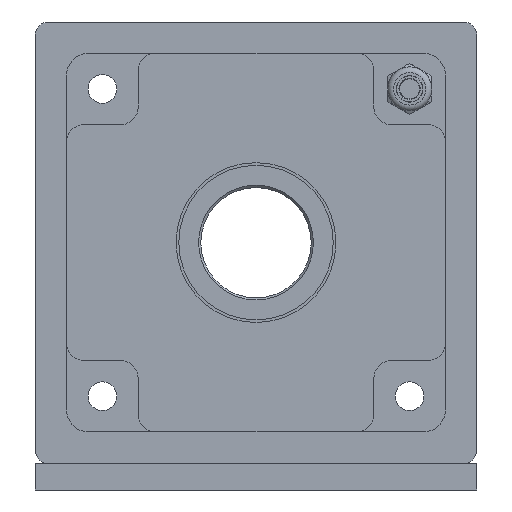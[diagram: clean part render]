
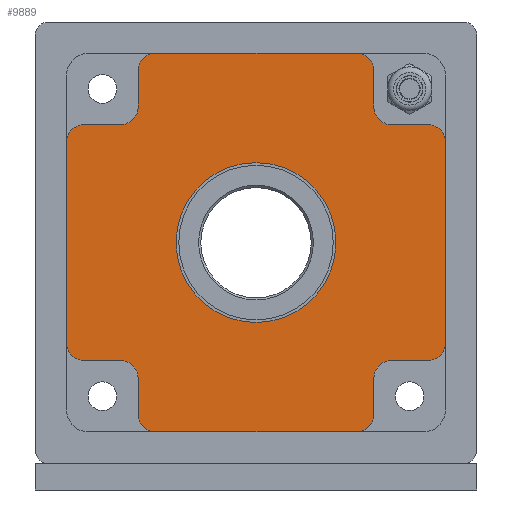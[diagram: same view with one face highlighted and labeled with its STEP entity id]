
A CAD part, left-side view. The second image highlights one B-rep face of the part: STEP entity #9889.
In plain terms, the highlighted planar face has unit normal (-1, 0, 0).
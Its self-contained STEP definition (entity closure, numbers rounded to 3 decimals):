
#795=FACE_BOUND('',#1697,.T.);
#938=PLANE('',#10642);
#1103=FACE_OUTER_BOUND('',#1696,.T.);
#1696=EDGE_LOOP('',(#6612,#6613,#6614,#6615,#6616,#6617,#6618,#6619,#6620,
#6621,#6622,#6623,#6624,#6625,#6626,#6627,#6628,#6629,#6630,#6631,#6632,
#6633,#6634,#6635));
#1697=EDGE_LOOP('',(#6636));
#2414=LINE('',#14345,#2980);
#2427=LINE('',#14381,#2993);
#2439=LINE('',#14431,#3005);
#2440=LINE('',#14435,#3006);
#2441=LINE('',#14439,#3007);
#2442=LINE('',#14443,#3008);
#2443=LINE('',#14447,#3009);
#2444=LINE('',#14452,#3010);
#2445=LINE('',#14456,#3011);
#2446=LINE('',#14460,#3012);
#2447=LINE('',#14464,#3013);
#2448=LINE('',#14468,#3014);
#2980=VECTOR('',#11684,10.);
#2993=VECTOR('',#11713,10.);
#3005=VECTOR('',#11765,10.);
#3006=VECTOR('',#11768,10.);
#3007=VECTOR('',#11771,10.);
#3008=VECTOR('',#11774,10.);
#3009=VECTOR('',#11777,10.);
#3010=VECTOR('',#11782,10.);
#3011=VECTOR('',#11785,10.);
#3012=VECTOR('',#11788,10.);
#3013=VECTOR('',#11791,10.);
#3014=VECTOR('',#11794,10.);
#3563=CIRCLE('',#10638,18.1);
#3564=CIRCLE('',#10640,4.);
#3566=CIRCLE('',#10643,4.);
#3567=CIRCLE('',#10644,4.);
#3568=CIRCLE('',#10645,4.);
#3569=CIRCLE('',#10646,4.);
#3570=CIRCLE('',#10647,4.);
#3571=CIRCLE('',#10648,4.);
#3572=CIRCLE('',#10649,4.);
#3573=CIRCLE('',#10650,4.);
#3574=CIRCLE('',#10651,4.);
#3575=CIRCLE('',#10652,4.);
#3576=CIRCLE('',#10653,4.);
#4002=VERTEX_POINT('',#14342);
#4003=VERTEX_POINT('',#14344);
#4017=VERTEX_POINT('',#14378);
#4018=VERTEX_POINT('',#14380);
#4033=VERTEX_POINT('',#14420);
#4034=VERTEX_POINT('',#14424);
#4036=VERTEX_POINT('',#14430);
#4037=VERTEX_POINT('',#14432);
#4038=VERTEX_POINT('',#14434);
#4039=VERTEX_POINT('',#14436);
#4040=VERTEX_POINT('',#14438);
#4041=VERTEX_POINT('',#14440);
#4042=VERTEX_POINT('',#14442);
#4043=VERTEX_POINT('',#14444);
#4044=VERTEX_POINT('',#14446);
#4045=VERTEX_POINT('',#14449);
#4046=VERTEX_POINT('',#14451);
#4047=VERTEX_POINT('',#14453);
#4048=VERTEX_POINT('',#14455);
#4049=VERTEX_POINT('',#14457);
#4050=VERTEX_POINT('',#14459);
#4051=VERTEX_POINT('',#14461);
#4052=VERTEX_POINT('',#14463);
#4053=VERTEX_POINT('',#14465);
#4054=VERTEX_POINT('',#14467);
#5028=EDGE_CURVE('',#4003,#4002,#2414,.T.);
#5046=EDGE_CURVE('',#4018,#4017,#2427,.T.);
#5066=EDGE_CURVE('',#4033,#4033,#3563,.T.);
#5068=EDGE_CURVE('',#4034,#4002,#3564,.T.);
#5071=EDGE_CURVE('',#4034,#4036,#2439,.T.);
#5072=EDGE_CURVE('',#4037,#4036,#3566,.T.);
#5073=EDGE_CURVE('',#4037,#4038,#2440,.T.);
#5074=EDGE_CURVE('',#4039,#4038,#3567,.T.);
#5075=EDGE_CURVE('',#4039,#4040,#2441,.T.);
#5076=EDGE_CURVE('',#4041,#4040,#3568,.T.);
#5077=EDGE_CURVE('',#4041,#4042,#2442,.T.);
#5078=EDGE_CURVE('',#4043,#4042,#3569,.T.);
#5079=EDGE_CURVE('',#4043,#4044,#2443,.T.);
#5080=EDGE_CURVE('',#4018,#4044,#3570,.T.);
#5081=EDGE_CURVE('',#4045,#4017,#3571,.T.);
#5082=EDGE_CURVE('',#4045,#4046,#2444,.T.);
#5083=EDGE_CURVE('',#4047,#4046,#3572,.T.);
#5084=EDGE_CURVE('',#4047,#4048,#2445,.T.);
#5085=EDGE_CURVE('',#4049,#4048,#3573,.T.);
#5086=EDGE_CURVE('',#4049,#4050,#2446,.T.);
#5087=EDGE_CURVE('',#4051,#4050,#3574,.T.);
#5088=EDGE_CURVE('',#4051,#4052,#2447,.T.);
#5089=EDGE_CURVE('',#4053,#4052,#3575,.T.);
#5090=EDGE_CURVE('',#4053,#4054,#2448,.T.);
#5091=EDGE_CURVE('',#4003,#4054,#3576,.T.);
#6612=ORIENTED_EDGE('',*,*,#5068,.F.);
#6613=ORIENTED_EDGE('',*,*,#5071,.T.);
#6614=ORIENTED_EDGE('',*,*,#5072,.F.);
#6615=ORIENTED_EDGE('',*,*,#5073,.T.);
#6616=ORIENTED_EDGE('',*,*,#5074,.F.);
#6617=ORIENTED_EDGE('',*,*,#5075,.T.);
#6618=ORIENTED_EDGE('',*,*,#5076,.F.);
#6619=ORIENTED_EDGE('',*,*,#5077,.T.);
#6620=ORIENTED_EDGE('',*,*,#5078,.F.);
#6621=ORIENTED_EDGE('',*,*,#5079,.T.);
#6622=ORIENTED_EDGE('',*,*,#5080,.F.);
#6623=ORIENTED_EDGE('',*,*,#5046,.T.);
#6624=ORIENTED_EDGE('',*,*,#5081,.F.);
#6625=ORIENTED_EDGE('',*,*,#5082,.T.);
#6626=ORIENTED_EDGE('',*,*,#5083,.F.);
#6627=ORIENTED_EDGE('',*,*,#5084,.T.);
#6628=ORIENTED_EDGE('',*,*,#5085,.F.);
#6629=ORIENTED_EDGE('',*,*,#5086,.T.);
#6630=ORIENTED_EDGE('',*,*,#5087,.F.);
#6631=ORIENTED_EDGE('',*,*,#5088,.T.);
#6632=ORIENTED_EDGE('',*,*,#5089,.F.);
#6633=ORIENTED_EDGE('',*,*,#5090,.T.);
#6634=ORIENTED_EDGE('',*,*,#5091,.F.);
#6635=ORIENTED_EDGE('',*,*,#5028,.T.);
#6636=ORIENTED_EDGE('',*,*,#5066,.T.);
#9889=ADVANCED_FACE('',(#1103,#795),#938,.F.);
#10638=AXIS2_PLACEMENT_3D('',#14421,#11753,#11754);
#10640=AXIS2_PLACEMENT_3D('',#14425,#11758,#11759);
#10642=AXIS2_PLACEMENT_3D('',#14429,#11763,#11764);
#10643=AXIS2_PLACEMENT_3D('',#14433,#11766,#11767);
#10644=AXIS2_PLACEMENT_3D('',#14437,#11769,#11770);
#10645=AXIS2_PLACEMENT_3D('',#14441,#11772,#11773);
#10646=AXIS2_PLACEMENT_3D('',#14445,#11775,#11776);
#10647=AXIS2_PLACEMENT_3D('',#14448,#11778,#11779);
#10648=AXIS2_PLACEMENT_3D('',#14450,#11780,#11781);
#10649=AXIS2_PLACEMENT_3D('',#14454,#11783,#11784);
#10650=AXIS2_PLACEMENT_3D('',#14458,#11786,#11787);
#10651=AXIS2_PLACEMENT_3D('',#14462,#11789,#11790);
#10652=AXIS2_PLACEMENT_3D('',#14466,#11792,#11793);
#10653=AXIS2_PLACEMENT_3D('',#14469,#11795,#11796);
#11684=DIRECTION('',(0.,1.,0.));
#11713=DIRECTION('',(0.,-1.,0.));
#11753=DIRECTION('center_axis',(1.,0.,0.));
#11754=DIRECTION('ref_axis',(0.,1.,0.));
#11758=DIRECTION('center_axis',(1.,0.,0.));
#11759=DIRECTION('ref_axis',(0.,0.707,0.707));
#11763=DIRECTION('center_axis',(1.,0.,0.));
#11764=DIRECTION('ref_axis',(0.,1.,0.));
#11765=DIRECTION('',(0.,0.,-1.));
#11766=DIRECTION('center_axis',(-1.,0.,0.));
#11767=DIRECTION('ref_axis',(0.,-0.707,-0.707));
#11768=DIRECTION('',(0.,1.,0.));
#11769=DIRECTION('center_axis',(1.,0.,0.));
#11770=DIRECTION('ref_axis',(0.,0.707,0.707));
#11771=DIRECTION('',(0.,0.,-1.));
#11772=DIRECTION('center_axis',(1.,0.,0.));
#11773=DIRECTION('ref_axis',(0.,0.707,-0.707));
#11774=DIRECTION('',(0.,-1.,0.));
#11775=DIRECTION('center_axis',(-1.,0.,0.));
#11776=DIRECTION('ref_axis',(0.,-0.707,0.707));
#11777=DIRECTION('',(0.,0.,-1.));
#11778=DIRECTION('center_axis',(1.,0.,0.));
#11779=DIRECTION('ref_axis',(0.,0.707,-0.707));
#11780=DIRECTION('center_axis',(1.,0.,0.));
#11781=DIRECTION('ref_axis',(0.,-0.707,-0.707));
#11782=DIRECTION('',(0.,0.,1.));
#11783=DIRECTION('center_axis',(-1.,0.,0.));
#11784=DIRECTION('ref_axis',(0.,0.707,0.707));
#11785=DIRECTION('',(0.,-1.,0.));
#11786=DIRECTION('center_axis',(1.,0.,0.));
#11787=DIRECTION('ref_axis',(0.,-0.707,-0.707));
#11788=DIRECTION('',(0.,0.,1.));
#11789=DIRECTION('center_axis',(1.,0.,0.));
#11790=DIRECTION('ref_axis',(0.,-0.707,0.707));
#11791=DIRECTION('',(0.,1.,0.));
#11792=DIRECTION('center_axis',(-1.,0.,0.));
#11793=DIRECTION('ref_axis',(0.,0.707,-0.707));
#11794=DIRECTION('',(0.,0.,1.));
#11795=DIRECTION('center_axis',(1.,0.,0.));
#11796=DIRECTION('ref_axis',(0.,-0.707,0.707));
#14342=CARTESIAN_POINT('',(0.,22.7,42.9));
#14344=CARTESIAN_POINT('',(0.,-22.7,42.9));
#14345=CARTESIAN_POINT('',(0.,-42.9,42.9));
#14378=CARTESIAN_POINT('',(0.,-22.7,-42.9));
#14380=CARTESIAN_POINT('',(0.,22.7,-42.9));
#14381=CARTESIAN_POINT('',(0.,42.9,-42.9));
#14420=CARTESIAN_POINT('',(0.,-18.1,0.));
#14421=CARTESIAN_POINT('Origin',(0.,0.,0.));
#14424=CARTESIAN_POINT('',(0.,26.7,38.9));
#14425=CARTESIAN_POINT('Origin',(0.,22.7,38.9));
#14429=CARTESIAN_POINT('Origin',(0.,0.,0.));
#14430=CARTESIAN_POINT('',(0.,26.7,30.7));
#14431=CARTESIAN_POINT('',(0.,26.7,21.45));
#14432=CARTESIAN_POINT('',(0.,30.7,26.7));
#14433=CARTESIAN_POINT('Origin',(0.,30.7,30.7));
#14434=CARTESIAN_POINT('',(0.,38.9,26.7));
#14435=CARTESIAN_POINT('',(0.,13.35,26.7));
#14436=CARTESIAN_POINT('',(0.,42.9,22.7));
#14437=CARTESIAN_POINT('Origin',(0.,38.9,22.7));
#14438=CARTESIAN_POINT('',(0.,42.9,-22.7));
#14439=CARTESIAN_POINT('',(0.,42.9,42.9));
#14440=CARTESIAN_POINT('',(0.,38.9,-26.7));
#14441=CARTESIAN_POINT('Origin',(0.,38.9,-22.7));
#14442=CARTESIAN_POINT('',(0.,30.7,-26.7));
#14443=CARTESIAN_POINT('',(0.,21.45,-26.7));
#14444=CARTESIAN_POINT('',(0.,26.7,-30.7));
#14445=CARTESIAN_POINT('Origin',(0.,30.7,-30.7));
#14446=CARTESIAN_POINT('',(0.,26.7,-38.9));
#14447=CARTESIAN_POINT('',(0.,26.7,-13.35));
#14448=CARTESIAN_POINT('Origin',(0.,22.7,-38.9));
#14449=CARTESIAN_POINT('',(0.,-26.7,-38.9));
#14450=CARTESIAN_POINT('Origin',(0.,-22.7,-38.9));
#14451=CARTESIAN_POINT('',(0.,-26.7,-30.7));
#14452=CARTESIAN_POINT('',(0.,-26.7,-21.45));
#14453=CARTESIAN_POINT('',(0.,-30.7,-26.7));
#14454=CARTESIAN_POINT('Origin',(0.,-30.7,-30.7));
#14455=CARTESIAN_POINT('',(0.,-38.9,-26.7));
#14456=CARTESIAN_POINT('',(0.,-13.35,-26.7));
#14457=CARTESIAN_POINT('',(0.,-42.9,-22.7));
#14458=CARTESIAN_POINT('Origin',(0.,-38.9,-22.7));
#14459=CARTESIAN_POINT('',(0.,-42.9,22.7));
#14460=CARTESIAN_POINT('',(0.,-42.9,26.7));
#14461=CARTESIAN_POINT('',(0.,-38.9,26.7));
#14462=CARTESIAN_POINT('Origin',(0.,-38.9,22.7));
#14463=CARTESIAN_POINT('',(0.,-30.7,26.7));
#14464=CARTESIAN_POINT('',(0.,-21.45,26.7));
#14465=CARTESIAN_POINT('',(0.,-26.7,30.7));
#14466=CARTESIAN_POINT('Origin',(0.,-30.7,30.7));
#14467=CARTESIAN_POINT('',(0.,-26.7,38.9));
#14468=CARTESIAN_POINT('',(0.,-26.7,13.35));
#14469=CARTESIAN_POINT('Origin',(0.,-22.7,38.9));
